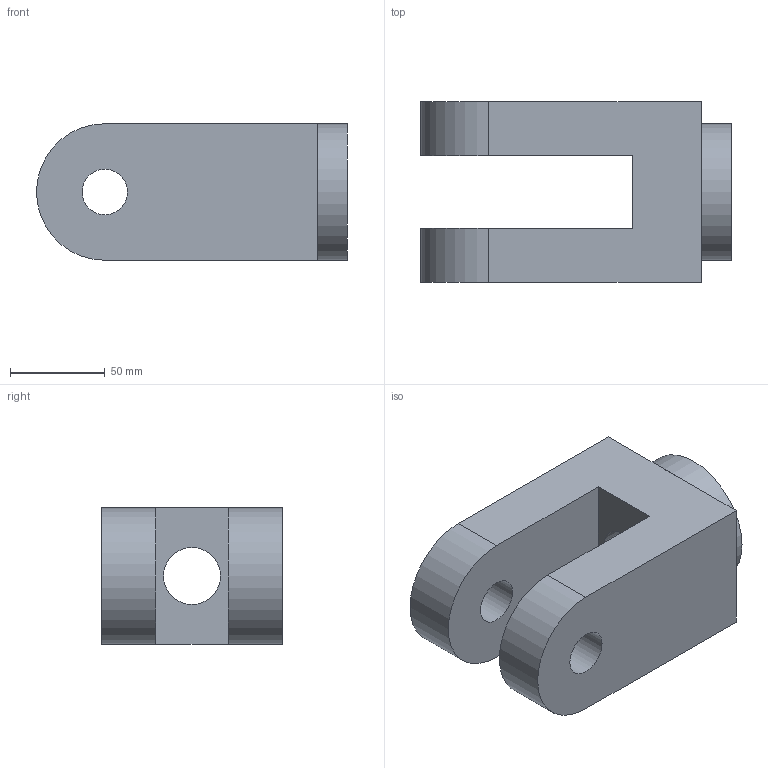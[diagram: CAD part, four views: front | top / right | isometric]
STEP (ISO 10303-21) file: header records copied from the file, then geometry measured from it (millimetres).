
FILE_DESCRIPTION (( 'STEP AP214' ), '1' );
FILE_NAME ('Part 4 Fork.STEP', '2025-04-02T10:41:04', ( '' ), ( '' ), 'SwSTEP 2.0', 'SolidWorks 2025', '' );
FILE_SCHEMA (( 'AUTOMOTIVE_DESIGN' ));
Length unit declared in the file: millimetre
Products named in the file (1): Part 4 Fork
Bounding box: 164 x 95.25 x 72 mm (x, y, z)
Volume: 678489.4 mm3; surface area: 76430.3 mm2
Topology: 1 solids, 1 shells, 16 faces, 41 edges, 27 vertices
Faces by surface type: plane 10, cylinder 6
Full cylindrical faces by diameter (mm): 24 x2, 30 x1, 72 x1
Entity records: 487 total; most frequent: DIRECTION 82, CARTESIAN_POINT 77, ORIENTED_EDGE 70, EDGE_CURVE 35, AXIS2_PLACEMENT_3D 30, EDGE_LOOP 26, VERTEX_POINT 25, VECTOR 22
